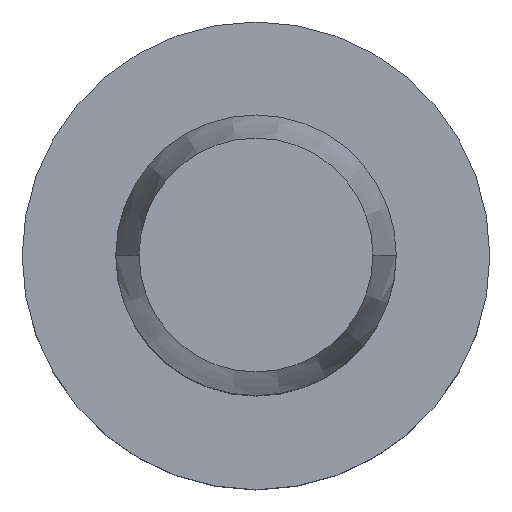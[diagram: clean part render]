
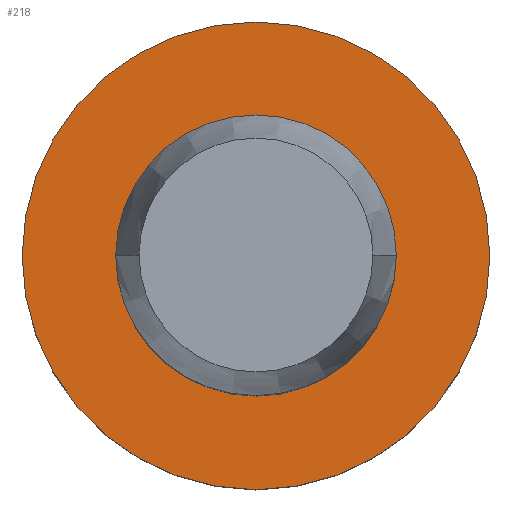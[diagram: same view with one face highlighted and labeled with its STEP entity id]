
A CAD part, top view. The second image highlights one B-rep face of the part: STEP entity #218.
In plain terms, the highlighted planar face has unit normal (0, 0, 1).
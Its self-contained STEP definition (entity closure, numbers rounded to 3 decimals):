
#38=CARTESIAN_POINT('',(0.,0.,7.));
#39=DIRECTION('',(0.,0.,1.));
#40=DIRECTION('',(1.,0.,0.));
#41=AXIS2_PLACEMENT_3D('',#38,#39,#40);
#43=CARTESIAN_POINT('',(0.,0.,7.));
#44=DIRECTION('',(0.,0.,1.));
#45=DIRECTION('',(-1.,0.,0.));
#46=AXIS2_PLACEMENT_3D('',#43,#44,#45);
#48=CARTESIAN_POINT('',(0.,0.,7.));
#49=DIRECTION('',(0.,0.,1.));
#50=DIRECTION('',(1.,0.,0.));
#51=AXIS2_PLACEMENT_3D('',#48,#49,#50);
#53=CARTESIAN_POINT('',(0.,0.,7.));
#54=DIRECTION('',(0.,0.,1.));
#55=DIRECTION('',(-1.,0.,0.));
#56=AXIS2_PLACEMENT_3D('',#53,#54,#55);
#111=CARTESIAN_POINT('',(10.,0.,7.));
#112=CARTESIAN_POINT('',(-10.,0.,7.));
#113=VERTEX_POINT('',#111);
#114=VERTEX_POINT('',#112);
#119=CARTESIAN_POINT('',(6.,0.,7.));
#120=CARTESIAN_POINT('',(-6.,0.,7.));
#121=VERTEX_POINT('',#119);
#122=VERTEX_POINT('',#120);
#203=CARTESIAN_POINT('',(0.,0.,7.));
#204=DIRECTION('',(0.,0.,1.));
#205=DIRECTION('',(1.,0.,0.));
#206=AXIS2_PLACEMENT_3D('',#203,#204,#205);
#207=PLANE('',#206);
#208=ORIENTED_EDGE('',*,*,#183,.F.);
#209=ORIENTED_EDGE('',*,*,#197,.F.);
#210=EDGE_LOOP('',(#208,#209));
#211=FACE_OUTER_BOUND('',#210,.F.);
#213=ORIENTED_EDGE('',*,*,#212,.T.);
#215=ORIENTED_EDGE('',*,*,#214,.T.);
#216=EDGE_LOOP('',(#213,#215));
#217=FACE_BOUND('',#216,.F.);
#218=ADVANCED_FACE('',(#211,#217),#207,.T.);
#42=CIRCLE('',#41,10.);
#47=CIRCLE('',#46,10.);
#52=CIRCLE('',#51,6.);
#57=CIRCLE('',#56,6.);
#183=EDGE_CURVE('',#113,#114,#42,.T.);
#197=EDGE_CURVE('',#114,#113,#47,.T.);
#212=EDGE_CURVE('',#121,#122,#52,.T.);
#214=EDGE_CURVE('',#122,#121,#57,.T.);
